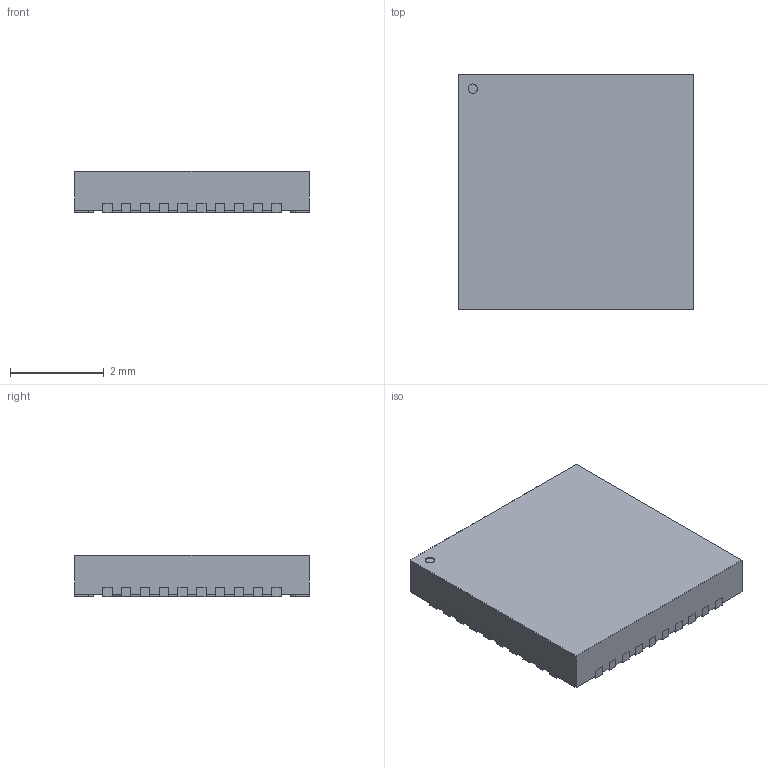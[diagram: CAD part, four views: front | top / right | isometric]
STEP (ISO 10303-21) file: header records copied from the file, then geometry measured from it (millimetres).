
FILE_DESCRIPTION (( 'STEP AP214' ), '1' );
FILE_NAME ('QFN-40_L5.0-W5.0-P0.40-TL-EP3.7.STEP', '2021-09-29T03:21:32', ( '微软用户' ), ( '微软中国' ), 'SwSTEP 2.0', 'SolidWorks 2017', '' );
FILE_SCHEMA (( 'AUTOMOTIVE_DESIGN' ));
Length unit declared in the file: millimetre
Products named in the file (1): QFN-40_L5.0-W5.0-P0.40-TL-EP3.7
Bounding box: 5 x 5 x 0.88 mm (x, y, z)
Volume: 21.6 mm3; surface area: 69.6 mm2
Topology: 1 solids, 1 shells, 324 faces, 939 edges, 626 vertices
Faces by surface type: plane 258, cylinder 52, bspline 14
Entity records: 14218 total; most frequent: CARTESIAN_POINT 2688, ORIENTED_EDGE 1878, DIRECTION 1637, EDGE_CURVE 939, LINE 807, VECTOR 807, VERTEX_POINT 626, AXIS2_PLACEMENT_3D 415
